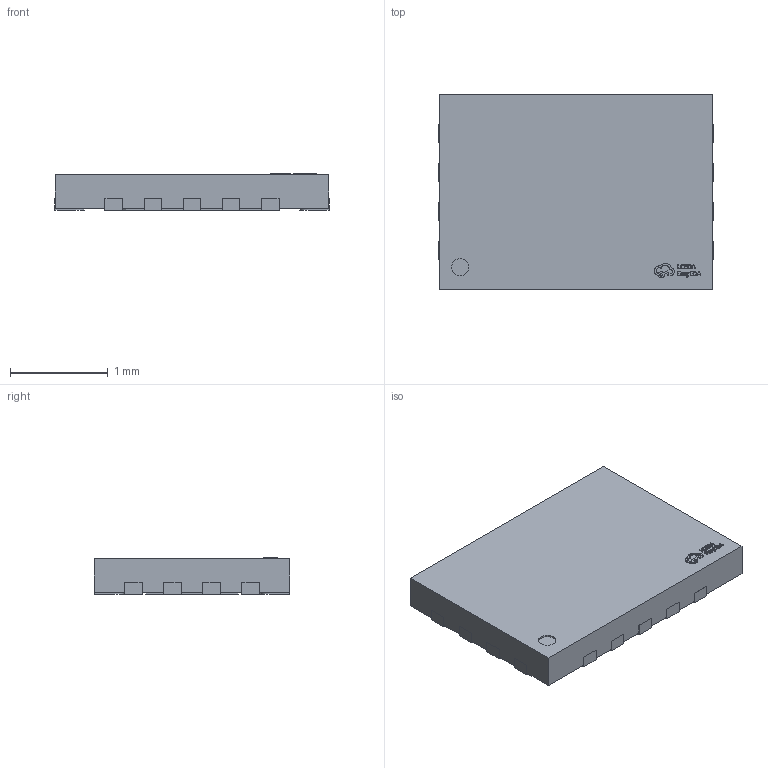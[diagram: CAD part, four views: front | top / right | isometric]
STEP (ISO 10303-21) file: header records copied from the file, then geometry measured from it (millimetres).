
FILE_DESCRIPTION (( 'STEP AP203' ), '1' );
FILE_NAME ('TMLP-18_L2.8-W2.0-P0.40-BL-EP.STEP', '2022-06-14T08:40:30', ( '微软用户' ), ( '微软中国' ), 'SwSTEP 2.0', 'SolidWorks 2017', '' );
FILE_SCHEMA (( 'CONFIG_CONTROL_DESIGN' ));
Length unit declared in the file: millimetre
Products named in the file (1): TMLP-18_L2.8-W2.0-P0.40-BL-EP
Bounding box: 2.8 x 2 x 0.38 mm (x, y, z)
Volume: 2 mm3; surface area: 15 mm2
Topology: 1 solids, 1 shells, 351 faces, 984 edges, 656 vertices
Faces by surface type: plane 229, bspline 98, cylinder 24
Entity records: 11799 total; most frequent: CARTESIAN_POINT 3302, ORIENTED_EDGE 1968, DIRECTION 1340, EDGE_CURVE 984, LINE 736, VECTOR 736, VERTEX_POINT 656, EDGE_LOOP 372
